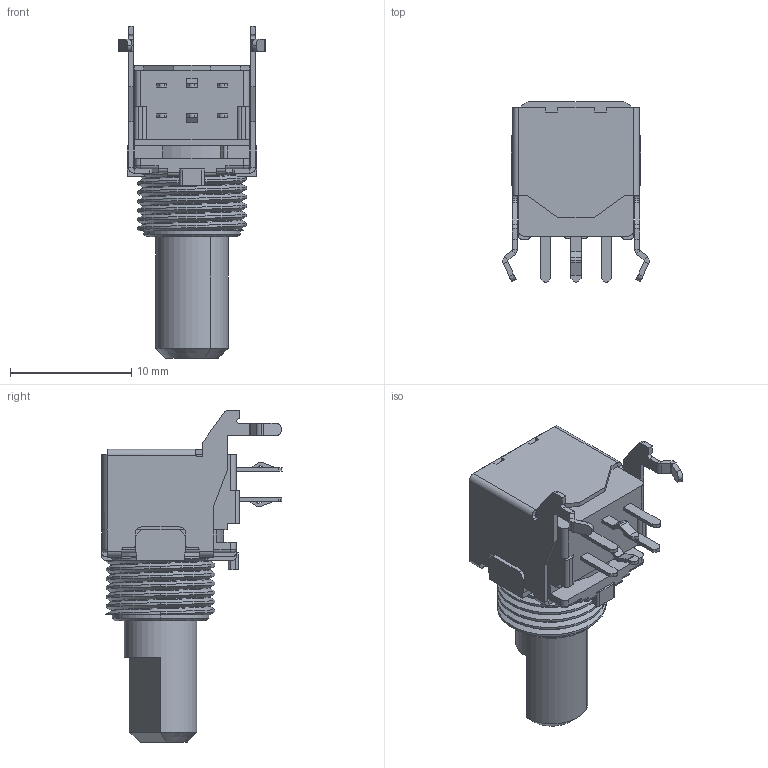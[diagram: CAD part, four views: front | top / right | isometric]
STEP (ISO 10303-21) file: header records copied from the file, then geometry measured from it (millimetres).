
FILE_DESCRIPTION(('STEP AP214'),'1');
FILE_NAME('rk09l12b0a31.stp','2020-10-29T07:57:21',('TraceParts'),('TraceParts S.A.'),'Spatial InterOp 3D',' ',' ');
FILE_SCHEMA(('AUTOMOTIVE_DESIGN { 1 0 10303 214 1 1 1 1 }'));
Length unit declared in the file: millimetre
Products named in the file (1): rk09l12b0a31
Bounding box: 12.1 x 14.9 x 27.4 mm (x, y, z)
Volume: 1528.2 mm3; surface area: 1412 mm2
Topology: 1 solids, 1 shells, 391 faces, 1052 edges, 665 vertices
Faces by surface type: plane 247, cylinder 127, bspline 9, cone 4, torus 4
Entity records: 16404 total; most frequent: CARTESIAN_POINT 3476, ORIENTED_EDGE 2104, DIRECTION 1990, EDGE_CURVE 1052, LINE 738, VECTOR 738, VERTEX_POINT 665, AXIS2_PLACEMENT_3D 626
